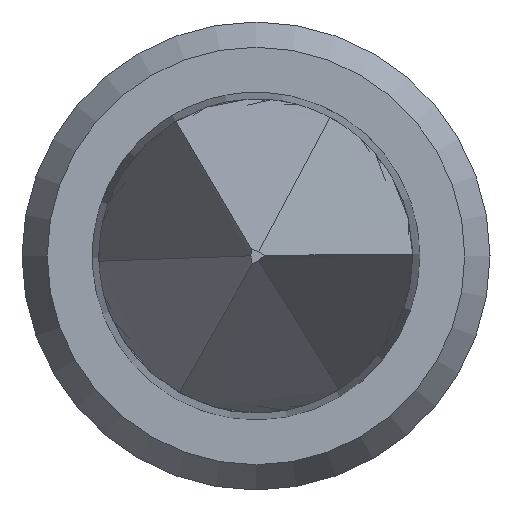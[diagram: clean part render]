
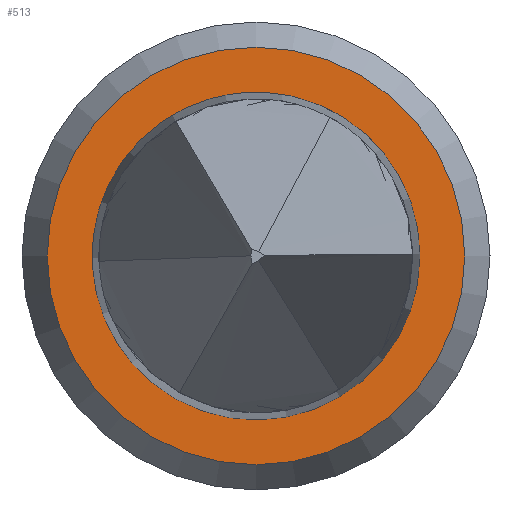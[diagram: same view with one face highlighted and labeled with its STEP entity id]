
A CAD part, left-side view. The second image highlights one B-rep face of the part: STEP entity #513.
In plain terms, the highlighted planar face has unit normal (-1, 0, 0).
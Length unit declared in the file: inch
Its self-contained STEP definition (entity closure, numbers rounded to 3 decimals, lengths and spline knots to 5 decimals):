
#17 = VERTEX_POINT ( 'NONE', #472 ) ;
#87 = EDGE_CURVE ( 'NONE', #17, #17, #649, .T. ) ;
#93 = PLANE ( 'NONE',  #651 ) ;
#123 = DIRECTION ( 'NONE',  ( 0., -1., 0. ) ) ;
#389 = DIRECTION ( 'NONE',  ( 0., 1., 0. ) ) ;
#472 = CARTESIAN_POINT ( 'NONE',  ( -0.05651, 0.024, 0. ) ) ;
#479 = ORIENTED_EDGE ( 'NONE', *, *, #87, .F. ) ;
#513 = ADVANCED_FACE ( 'NONE', ( #1212, #758 ), #93, .T. ) ;
#602 = AXIS2_PLACEMENT_3D ( 'NONE', #1269, #1036, #123 ) ;
#614 = ORIENTED_EDGE ( 'NONE', *, *, #1402, .T. ) ;
#649 = CIRCLE ( 'NONE', #1037, 0.024 ) ;
#651 = AXIS2_PLACEMENT_3D ( 'NONE', #899, #1350, #1032 ) ;
#758 = FACE_OUTER_BOUND ( 'NONE', #1381, .T. ) ;
#807 = EDGE_LOOP ( 'NONE', ( #614 ) ) ;
#825 = CARTESIAN_POINT ( 'NONE',  ( -0.05651, -0.01884, 0. ) ) ;
#834 = CIRCLE ( 'NONE', #602, 0.01884 ) ;
#869 = DIRECTION ( 'NONE',  ( 1., 0., 0. ) ) ;
#899 = CARTESIAN_POINT ( 'NONE',  ( -0.05651, 0., 0. ) ) ;
#1032 = DIRECTION ( 'NONE',  ( 0., -1., 0. ) ) ;
#1036 = DIRECTION ( 'NONE',  ( 1., 0., 0. ) ) ;
#1037 = AXIS2_PLACEMENT_3D ( 'NONE', #1296, #869, #389 ) ;
#1212 = FACE_BOUND ( 'NONE', #807, .T. ) ;
#1264 = VERTEX_POINT ( 'NONE', #825 ) ;
#1269 = CARTESIAN_POINT ( 'NONE',  ( -0.05651, 0., 0. ) ) ;
#1296 = CARTESIAN_POINT ( 'NONE',  ( -0.05651, 0., 0. ) ) ;
#1350 = DIRECTION ( 'NONE',  ( -1., 0., 0. ) ) ;
#1381 = EDGE_LOOP ( 'NONE', ( #479 ) ) ;
#1402 = EDGE_CURVE ( 'NONE', #1264, #1264, #834, .T. ) ;
